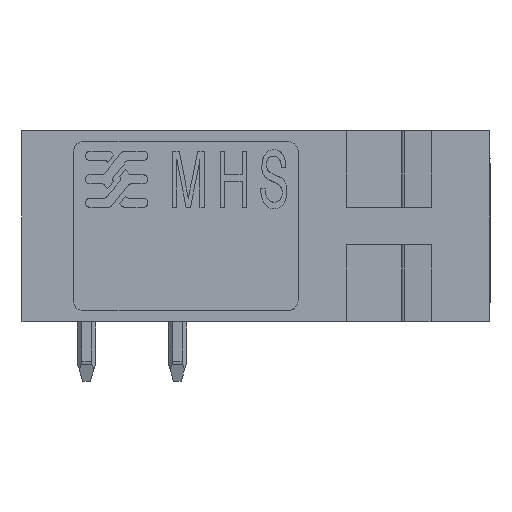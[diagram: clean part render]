
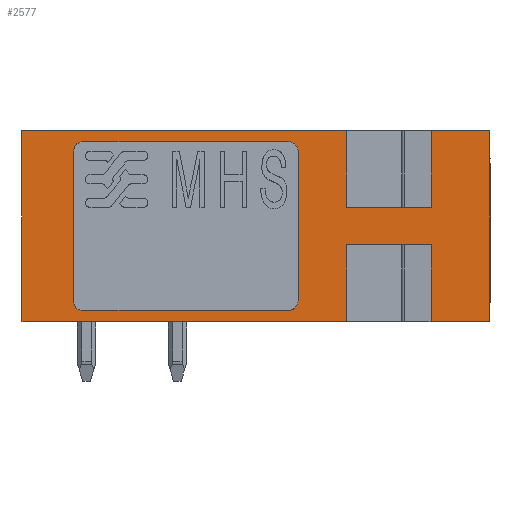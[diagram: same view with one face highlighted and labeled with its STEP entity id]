
A CAD part, left-side view. The second image highlights one B-rep face of the part: STEP entity #2577.
In plain terms, the highlighted planar face has unit normal (-1, 0, 0).
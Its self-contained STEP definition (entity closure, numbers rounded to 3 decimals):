
#2444=AXIS2_PLACEMENT_3D('Plane Axis2P3D',#2441,#2442,#2443) ;
#40=CARTESIAN_POINT('Vertex',(0.,0.,3.2)) ;
#56=CARTESIAN_POINT('Vertex',(0.,0.,13.4)) ;
#59=CARTESIAN_POINT('Line Origine',(0.,0.,8.3)) ;
#1276=CARTESIAN_POINT('Line Origine',(0.,1.575,3.2)) ;
#1280=CARTESIAN_POINT('Vertex',(0.,3.15,3.2)) ;
#1315=CARTESIAN_POINT('Vertex',(0.,7.65,3.2)) ;
#1318=CARTESIAN_POINT('Line Origine',(0.,16.325,3.2)) ;
#1322=CARTESIAN_POINT('Vertex',(0.,25.,3.2)) ;
#2183=CARTESIAN_POINT('Vertex',(0.,25.,13.4)) ;
#2186=CARTESIAN_POINT('Line Origine',(0.,16.325,13.4)) ;
#2190=CARTESIAN_POINT('Vertex',(0.,7.65,13.4)) ;
#2225=CARTESIAN_POINT('Vertex',(0.,3.15,13.4)) ;
#2228=CARTESIAN_POINT('Line Origine',(0.,1.575,13.4)) ;
#2441=CARTESIAN_POINT('Axis2P3D Location',(0.,0.,8.3)) ;
#2446=CARTESIAN_POINT('Line Origine',(0.,3.15,8.3)) ;
#2450=CARTESIAN_POINT('Vertex',(0.,3.15,9.3)) ;
#2453=CARTESIAN_POINT('Line Origine',(0.,12.5,9.3)) ;
#2457=CARTESIAN_POINT('Vertex',(0.,7.65,9.3)) ;
#2460=CARTESIAN_POINT('Line Origine',(0.,7.65,8.3)) ;
#2465=CARTESIAN_POINT('Line Origine',(0.,25.,8.3)) ;
#2470=CARTESIAN_POINT('Line Origine',(0.,7.65,8.3)) ;
#2474=CARTESIAN_POINT('Vertex',(0.,7.65,7.3)) ;
#2477=CARTESIAN_POINT('Line Origine',(0.,12.5,7.3)) ;
#2481=CARTESIAN_POINT('Vertex',(0.,3.15,7.3)) ;
#2484=CARTESIAN_POINT('Line Origine',(0.,3.15,8.3)) ;
#2504=CARTESIAN_POINT('Control Point',(0.,22.25,12.3)) ;
#2505=CARTESIAN_POINT('Control Point',(0.,22.25,12.496)) ;
#2506=CARTESIAN_POINT('Control Point',(0.,22.145,12.695)) ;
#2507=CARTESIAN_POINT('Control Point',(0.,21.946,12.8)) ;
#2508=CARTESIAN_POINT('Control Point',(0.,21.75,12.8)) ;
#2509=CARTESIAN_POINT('Vertex',(0.,22.25,12.3)) ;
#2511=CARTESIAN_POINT('Vertex',(0.,21.75,12.8)) ;
#2514=CARTESIAN_POINT('Line Origine',(0.,12.5,12.8)) ;
#2518=CARTESIAN_POINT('Vertex',(0.,10.75,12.8)) ;
#2522=CARTESIAN_POINT('Control Point',(0.,10.75,12.8)) ;
#2523=CARTESIAN_POINT('Control Point',(0.,10.554,12.8)) ;
#2524=CARTESIAN_POINT('Control Point',(0.,10.355,12.695)) ;
#2525=CARTESIAN_POINT('Control Point',(0.,10.25,12.496)) ;
#2526=CARTESIAN_POINT('Control Point',(0.,10.25,12.3)) ;
#2527=CARTESIAN_POINT('Vertex',(0.,10.25,12.3)) ;
#2530=CARTESIAN_POINT('Line Origine',(0.,10.25,8.3)) ;
#2534=CARTESIAN_POINT('Vertex',(0.,10.25,4.3)) ;
#2538=CARTESIAN_POINT('Control Point',(0.,10.25,4.3)) ;
#2539=CARTESIAN_POINT('Control Point',(0.,10.25,4.104)) ;
#2540=CARTESIAN_POINT('Control Point',(0.,10.355,3.905)) ;
#2541=CARTESIAN_POINT('Control Point',(0.,10.554,3.8)) ;
#2542=CARTESIAN_POINT('Control Point',(0.,10.75,3.8)) ;
#2543=CARTESIAN_POINT('Vertex',(0.,10.75,3.8)) ;
#2546=CARTESIAN_POINT('Line Origine',(0.,12.5,3.8)) ;
#2550=CARTESIAN_POINT('Vertex',(0.,21.75,3.8)) ;
#2554=CARTESIAN_POINT('Control Point',(0.,21.75,3.8)) ;
#2555=CARTESIAN_POINT('Control Point',(0.,21.946,3.8)) ;
#2556=CARTESIAN_POINT('Control Point',(0.,22.145,3.905)) ;
#2557=CARTESIAN_POINT('Control Point',(0.,22.25,4.104)) ;
#2558=CARTESIAN_POINT('Control Point',(0.,22.25,4.3)) ;
#2559=CARTESIAN_POINT('Vertex',(0.,22.25,4.3)) ;
#2562=CARTESIAN_POINT('Line Origine',(0.,22.25,8.3)) ;
#60=DIRECTION('Vector Direction',(0.,0.,-1.)) ;
#1277=DIRECTION('Vector Direction',(0.,-1.,0.)) ;
#1319=DIRECTION('Vector Direction',(0.,-1.,0.)) ;
#2187=DIRECTION('Vector Direction',(0.,1.,0.)) ;
#2229=DIRECTION('Vector Direction',(0.,1.,0.)) ;
#2442=DIRECTION('Axis2P3D Direction',(1.,0.,0.)) ;
#2443=DIRECTION('Axis2P3D XDirection',(0.,1.,0.)) ;
#2447=DIRECTION('Vector Direction',(0.,0.,1.)) ;
#2454=DIRECTION('Vector Direction',(0.,1.,0.)) ;
#2461=DIRECTION('Vector Direction',(0.,0.,1.)) ;
#2466=DIRECTION('Vector Direction',(0.,0.,1.)) ;
#2471=DIRECTION('Vector Direction',(0.,0.,1.)) ;
#2478=DIRECTION('Vector Direction',(0.,1.,0.)) ;
#2485=DIRECTION('Vector Direction',(0.,0.,1.)) ;
#2515=DIRECTION('Vector Direction',(0.,1.,0.)) ;
#2531=DIRECTION('Vector Direction',(0.,0.,1.)) ;
#2547=DIRECTION('Vector Direction',(0.,1.,0.)) ;
#2563=DIRECTION('Vector Direction',(0.,0.,1.)) ;
#61=VECTOR('Line Direction',#60,1.) ;
#1278=VECTOR('Line Direction',#1277,1.) ;
#1320=VECTOR('Line Direction',#1319,1.) ;
#2188=VECTOR('Line Direction',#2187,1.) ;
#2230=VECTOR('Line Direction',#2229,1.) ;
#2448=VECTOR('Line Direction',#2447,1.) ;
#2455=VECTOR('Line Direction',#2454,1.) ;
#2462=VECTOR('Line Direction',#2461,1.) ;
#2467=VECTOR('Line Direction',#2466,1.) ;
#2472=VECTOR('Line Direction',#2471,1.) ;
#2479=VECTOR('Line Direction',#2478,1.) ;
#2486=VECTOR('Line Direction',#2485,1.) ;
#2516=VECTOR('Line Direction',#2515,1.) ;
#2532=VECTOR('Line Direction',#2531,1.) ;
#2548=VECTOR('Line Direction',#2547,1.) ;
#2564=VECTOR('Line Direction',#2563,1.) ;
#2490=ORIENTED_EDGE('',*,*,#2452,.F.) ;
#2491=ORIENTED_EDGE('',*,*,#2459,.F.) ;
#2492=ORIENTED_EDGE('',*,*,#2464,.T.) ;
#2493=ORIENTED_EDGE('',*,*,#2192,.T.) ;
#2494=ORIENTED_EDGE('',*,*,#2469,.F.) ;
#2495=ORIENTED_EDGE('',*,*,#1324,.T.) ;
#2496=ORIENTED_EDGE('',*,*,#2476,.F.) ;
#2497=ORIENTED_EDGE('',*,*,#2483,.T.) ;
#2498=ORIENTED_EDGE('',*,*,#2488,.T.) ;
#2499=ORIENTED_EDGE('',*,*,#1282,.T.) ;
#2500=ORIENTED_EDGE('',*,*,#63,.F.) ;
#2501=ORIENTED_EDGE('',*,*,#2232,.T.) ;
#2568=ORIENTED_EDGE('',*,*,#2513,.T.) ;
#2569=ORIENTED_EDGE('',*,*,#2520,.T.) ;
#2570=ORIENTED_EDGE('',*,*,#2529,.T.) ;
#2571=ORIENTED_EDGE('',*,*,#2536,.T.) ;
#2572=ORIENTED_EDGE('',*,*,#2545,.T.) ;
#2573=ORIENTED_EDGE('',*,*,#2552,.T.) ;
#2574=ORIENTED_EDGE('',*,*,#2561,.T.) ;
#2575=ORIENTED_EDGE('',*,*,#2566,.T.) ;
#2576=FACE_BOUND('',#2567,.T.) ;
#2577=ADVANCED_FACE('model',(#2502,#2576),#2445,.F.) ;
#2503=B_SPLINE_CURVE_WITH_KNOTS('',4,(#2504,#2505,#2506,#2507,#2508),.UNSPECIFIED.,.F.,.U.,(5,5),(0.,0.785),.UNSPECIFIED.) ;
#2521=B_SPLINE_CURVE_WITH_KNOTS('',4,(#2522,#2523,#2524,#2525,#2526),.UNSPECIFIED.,.F.,.U.,(5,5),(0.785,1.571),.UNSPECIFIED.) ;
#2537=B_SPLINE_CURVE_WITH_KNOTS('',4,(#2538,#2539,#2540,#2541,#2542),.UNSPECIFIED.,.F.,.U.,(5,5),(1.571,2.356),.UNSPECIFIED.) ;
#2553=B_SPLINE_CURVE_WITH_KNOTS('',4,(#2554,#2555,#2556,#2557,#2558),.UNSPECIFIED.,.F.,.U.,(5,5),(2.356,3.142),.UNSPECIFIED.) ;
#63=EDGE_CURVE('',#57,#41,#62,.T.) ;
#1282=EDGE_CURVE('',#1281,#41,#1279,.T.) ;
#1324=EDGE_CURVE('',#1323,#1316,#1321,.T.) ;
#2192=EDGE_CURVE('',#2191,#2184,#2189,.T.) ;
#2232=EDGE_CURVE('',#57,#2226,#2231,.T.) ;
#2452=EDGE_CURVE('',#2451,#2226,#2449,.T.) ;
#2459=EDGE_CURVE('',#2458,#2451,#2456,.F.) ;
#2464=EDGE_CURVE('',#2458,#2191,#2463,.T.) ;
#2469=EDGE_CURVE('',#1323,#2184,#2468,.T.) ;
#2476=EDGE_CURVE('',#2475,#1316,#2473,.F.) ;
#2483=EDGE_CURVE('',#2475,#2482,#2480,.F.) ;
#2488=EDGE_CURVE('',#2482,#1281,#2487,.F.) ;
#2513=EDGE_CURVE('',#2510,#2512,#2503,.T.) ;
#2520=EDGE_CURVE('',#2512,#2519,#2517,.F.) ;
#2529=EDGE_CURVE('',#2519,#2528,#2521,.T.) ;
#2536=EDGE_CURVE('',#2528,#2535,#2533,.F.) ;
#2545=EDGE_CURVE('',#2535,#2544,#2537,.T.) ;
#2552=EDGE_CURVE('',#2544,#2551,#2549,.T.) ;
#2561=EDGE_CURVE('',#2551,#2560,#2553,.T.) ;
#2566=EDGE_CURVE('',#2560,#2510,#2565,.T.) ;
#2489=EDGE_LOOP('',(#2490,#2491,#2492,#2493,#2494,#2495,#2496,#2497,#2498,#2499,#2500,#2501)) ;
#2567=EDGE_LOOP('',(#2568,#2569,#2570,#2571,#2572,#2573,#2574,#2575)) ;
#2502=FACE_OUTER_BOUND('',#2489,.T.) ;
#62=LINE('Line',#59,#61) ;
#1279=LINE('Line',#1276,#1278) ;
#1321=LINE('Line',#1318,#1320) ;
#2189=LINE('Line',#2186,#2188) ;
#2231=LINE('Line',#2228,#2230) ;
#2449=LINE('Line',#2446,#2448) ;
#2456=LINE('Line',#2453,#2455) ;
#2463=LINE('Line',#2460,#2462) ;
#2468=LINE('Line',#2465,#2467) ;
#2473=LINE('Line',#2470,#2472) ;
#2480=LINE('Line',#2477,#2479) ;
#2487=LINE('Line',#2484,#2486) ;
#2517=LINE('Line',#2514,#2516) ;
#2533=LINE('Line',#2530,#2532) ;
#2549=LINE('Line',#2546,#2548) ;
#2565=LINE('Line',#2562,#2564) ;
#2445=PLANE('',#2444) ;
#41=VERTEX_POINT('',#40) ;
#57=VERTEX_POINT('',#56) ;
#1281=VERTEX_POINT('',#1280) ;
#1316=VERTEX_POINT('',#1315) ;
#1323=VERTEX_POINT('',#1322) ;
#2184=VERTEX_POINT('',#2183) ;
#2191=VERTEX_POINT('',#2190) ;
#2226=VERTEX_POINT('',#2225) ;
#2451=VERTEX_POINT('',#2450) ;
#2458=VERTEX_POINT('',#2457) ;
#2475=VERTEX_POINT('',#2474) ;
#2482=VERTEX_POINT('',#2481) ;
#2510=VERTEX_POINT('',#2509) ;
#2512=VERTEX_POINT('',#2511) ;
#2519=VERTEX_POINT('',#2518) ;
#2528=VERTEX_POINT('',#2527) ;
#2535=VERTEX_POINT('',#2534) ;
#2544=VERTEX_POINT('',#2543) ;
#2551=VERTEX_POINT('',#2550) ;
#2560=VERTEX_POINT('',#2559) ;
